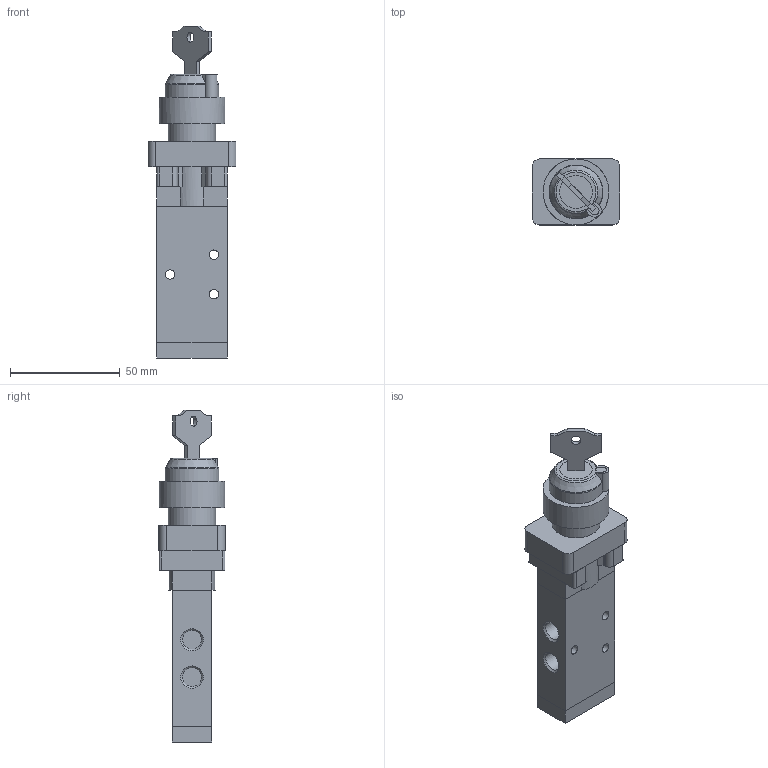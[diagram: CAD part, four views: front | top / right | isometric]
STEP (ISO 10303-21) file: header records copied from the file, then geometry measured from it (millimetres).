
FILE_DESCRIPTION((''),'2;1');
FILE_NAME('228_52_6_28.stp','2006-12-19T11:42:37',('rivolro1'),(''),'Autodesk Inventor 11','Autodesk Inventor 11','');
FILE_SCHEMA(('AUTOMOTIVE_DESIGN { 1 0 10303 214 1 1 1 1 }'));
Length unit declared in the file: millimetre
Products named in the file (1): 228_52_6_28
Bounding box: 40 x 30.02 x 151 mm (x, y, z)
Volume: 79868.3 mm3; surface area: 18532.5 mm2
Topology: 1 solids, 1 shells, 113 faces, 288 edges, 188 vertices
Faces by surface type: plane 67, cylinder 28, bspline 15, torus 2, cone 1
Full cylindrical faces by diameter (mm): 4.25 x3, 4.5 x1, 15 x1, 21.7 x1, 30 x1
Entity records: 3493 total; most frequent: CARTESIAN_POINT 787, DIRECTION 546, ORIENTED_EDGE 536, EDGE_CURVE 268, VERTEX_POINT 186, AXIS2_PLACEMENT_3D 185, VECTOR 176, LINE 176
